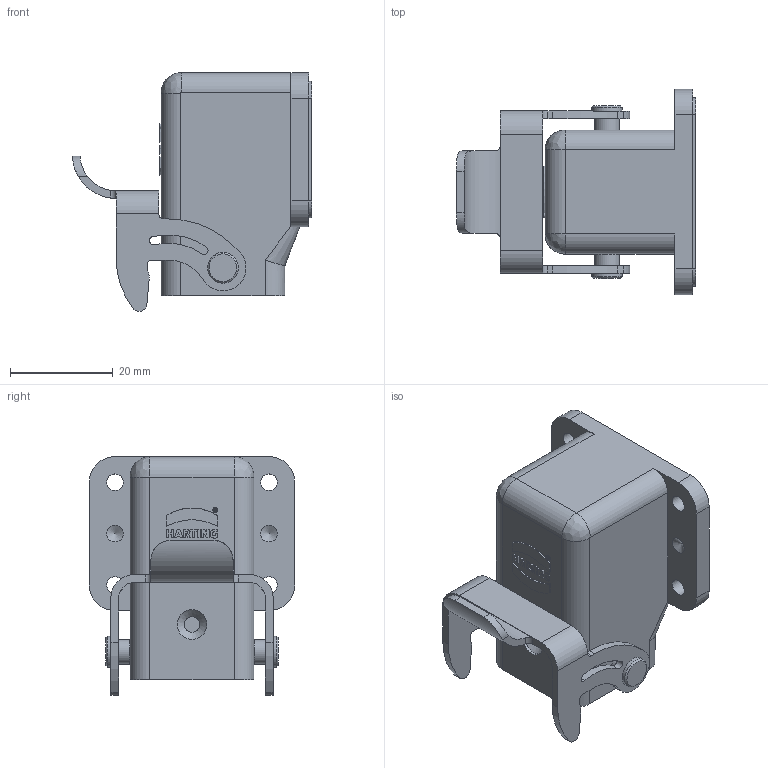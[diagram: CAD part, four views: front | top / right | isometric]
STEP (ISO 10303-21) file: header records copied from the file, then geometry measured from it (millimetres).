
FILE_DESCRIPTION(/* description */ (''),/* implementation_level */ '2;1');
FILE_NAME(/* name */ '100197326ugm000_b.stp',/* time_stamp */ '2020-03-03T11:00:23+01:00',/* author */ (''),/* organization */ (''),/* preprocessor_version */ 'ST-DEVELOPER v16.7',/* originating_system */ 'SIEMENS PLM Software NX 12.0',/* authorisation */ '');
FILE_SCHEMA (('AUTOMOTIVE_DESIGN { 1 0 10303 214 3 1 1 1 }'));
Length unit declared in the file: millimetre
Products named in the file (1): 100197326ugm000_b
Bounding box: 46.54 x 40 x 46.5 mm (x, y, z)
Volume: 10740.7 mm3; surface area: 12570 mm2
Topology: 2 solids, 2 shells, 317 faces, 812 edges, 531 vertices
Faces by surface type: plane 187, cylinder 103, bspline 13, cone 12, sphere 2
Full cylindrical faces by diameter (mm): 0.753 x1, 0.986 x1, 1.2 x2, 2.05 x4, 3.05 x1, 3.2 x6, 3.25 x4, 4.8 x2, 5 x2, 5.8 x1, 6 x2
Entity records: 12260 total; most frequent: CARTESIAN_POINT 2473, DIRECTION 1518, ORIENTED_EDGE 1512, EDGE_CURVE 756, VERTEX_POINT 516, LINE 510, VECTOR 510, AXIS2_PLACEMENT_3D 504
